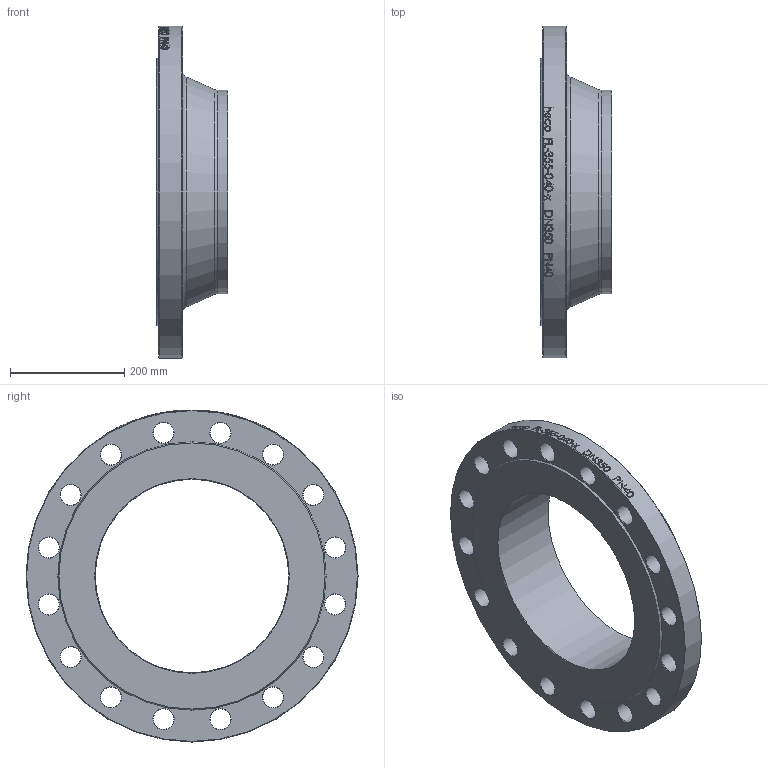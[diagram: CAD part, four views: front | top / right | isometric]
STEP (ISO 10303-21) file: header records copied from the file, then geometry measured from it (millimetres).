
FILE_DESCRIPTION (( 'STEP AP214' ), '1' );
FILE_NAME ('FL-355-040-x Vorschweissflansch PN40 DN350 iso DIN2635 2009.STEP', '2020-09-28T10:35:19', ( '' ), ( '' ), 'SwSTEP 2.0', 'SolidWorks 2019', '' );
FILE_SCHEMA (( 'AUTOMOTIVE_DESIGN' ));
Length unit declared in the file: millimetre
Products named in the file (1): FL-355-040-x Vorschweissflansch PN40 DN350 iso DIN2635 2009
Bounding box: 125 x 580 x 580 mm (x, y, z)
Volume: 8648092.2 mm3; surface area: 667646.6 mm2
Topology: 1 solids, 1 shells, 97 faces, 427 edges, 369 vertices
Faces by surface type: cylinder 54, cone 37, plane 4, torus 2
Full cylindrical faces by diameter (mm): 36 x16, 338 x1, 355.6 x1, 580 x1
Entity records: 11826 total; most frequent: CARTESIAN_POINT 8298, ORIENTED_EDGE 702, DIRECTION 527, VERTEX_POINT 351, EDGE_CURVE 351, AXIS2_PLACEMENT_3D 240, EDGE_LOOP 226, B_SPLINE_CURVE_WITH_KNOTS 162
